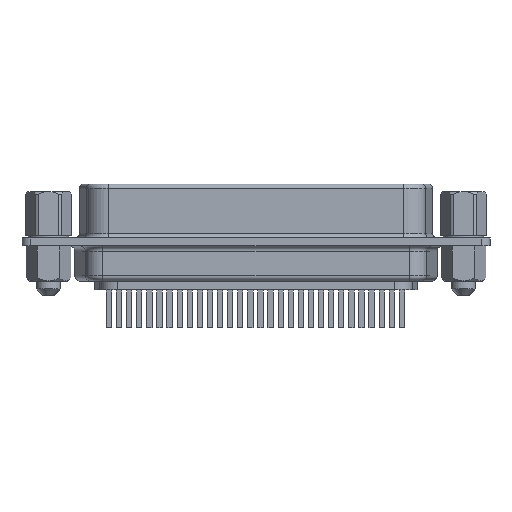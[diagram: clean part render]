
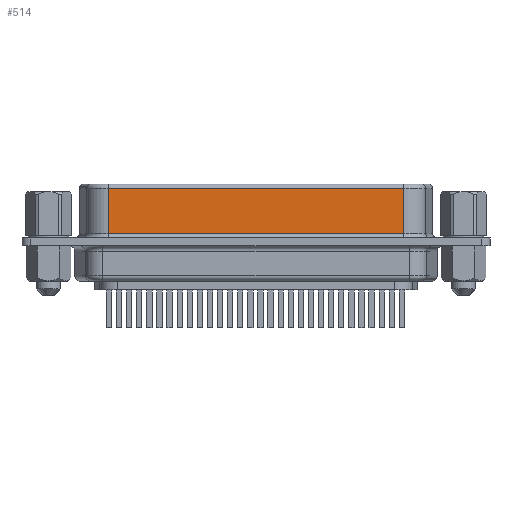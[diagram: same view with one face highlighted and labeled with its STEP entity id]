
A CAD part, front view. The second image highlights one B-rep face of the part: STEP entity #514.
In plain terms, the highlighted planar face has unit normal (0, -1, 0).
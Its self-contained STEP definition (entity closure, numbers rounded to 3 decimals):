
#514 = ADVANCED_FACE ( 'NONE', ( #9788 ), #4288, .F. ) ;
#1023 = AXIS2_PLACEMENT_3D ( 'NONE', #4290, #4295, #4296 ) ;
#1438 = VECTOR ( 'NONE', #12453, 1000. ) ;
#1805 = VECTOR ( 'NONE', #12433, 1000. ) ;
#2221 = LINE ( 'NONE', #12432, #1805 ) ;
#2261 = LINE ( 'NONE', #12449, #2775 ) ;
#2309 = LINE ( 'NONE', #12445, #1438 ) ;
#2706 = VECTOR ( 'NONE', #12438, 1000. ) ;
#2761 = LINE ( 'NONE', #12442, #2706 ) ;
#2775 = VECTOR ( 'NONE', #12452, 1000. ) ;
#4288 = PLANE ( 'NONE',  #1023 ) ;
#4290 = CARTESIAN_POINT ( 'NONE',  ( -16.742, -4.68, 6.55 ) ) ;
#4295 = DIRECTION ( 'NONE',  ( 0., 1., 0. ) ) ;
#4296 = DIRECTION ( 'NONE',  ( 0., 0., 1. ) ) ;
#8345 = EDGE_CURVE ( 'NONE', #19722, #19505, #2221, .T. ) ;
#8347 = EDGE_CURVE ( 'NONE', #19505, #19468, #2761, .T. ) ;
#8349 = EDGE_CURVE ( 'NONE', #19929, #19468, #2261, .T. ) ;
#8351 = EDGE_CURVE ( 'NONE', #19929, #19722, #2309, .T. ) ;
#9788 = FACE_OUTER_BOUND ( 'NONE', #16440, .T. ) ;
#12432 = CARTESIAN_POINT ( 'NONE',  ( -16.742, -4.68, 6.55 ) ) ;
#12433 = DIRECTION ( 'NONE',  ( 0., 0., -1. ) ) ;
#12438 = DIRECTION ( 'NONE',  ( 1., 0., 0. ) ) ;
#12442 = CARTESIAN_POINT ( 'NONE',  ( 16.742, -4.68, 0.95 ) ) ;
#12445 = CARTESIAN_POINT ( 'NONE',  ( -16.742, -4.68, 6.05 ) ) ;
#12449 = CARTESIAN_POINT ( 'NONE',  ( 16.742, -4.68, 6.55 ) ) ;
#12452 = DIRECTION ( 'NONE',  ( 0., 0., -1. ) ) ;
#12453 = DIRECTION ( 'NONE',  ( -1., 0., 0. ) ) ;
#15271 = CARTESIAN_POINT ( 'NONE',  ( 16.742, -4.68, 0.95 ) ) ;
#15291 = CARTESIAN_POINT ( 'NONE',  ( -16.742, -4.68, 0.95 ) ) ;
#15440 = CARTESIAN_POINT ( 'NONE',  ( -16.742, -4.68, 6.05 ) ) ;
#15592 = CARTESIAN_POINT ( 'NONE',  ( 16.742, -4.68, 6.05 ) ) ;
#16440 = EDGE_LOOP ( 'NONE', ( #19839, #19767, #19657, #19476 ) ) ;
#19468 = VERTEX_POINT ( 'NONE', #15271 ) ;
#19476 = ORIENTED_EDGE ( 'NONE', *, *, #8351, .T. ) ;
#19505 = VERTEX_POINT ( 'NONE', #15291 ) ;
#19657 = ORIENTED_EDGE ( 'NONE', *, *, #8349, .F. ) ;
#19722 = VERTEX_POINT ( 'NONE', #15440 ) ;
#19767 = ORIENTED_EDGE ( 'NONE', *, *, #8347, .T. ) ;
#19839 = ORIENTED_EDGE ( 'NONE', *, *, #8345, .T. ) ;
#19929 = VERTEX_POINT ( 'NONE', #15592 ) ;
